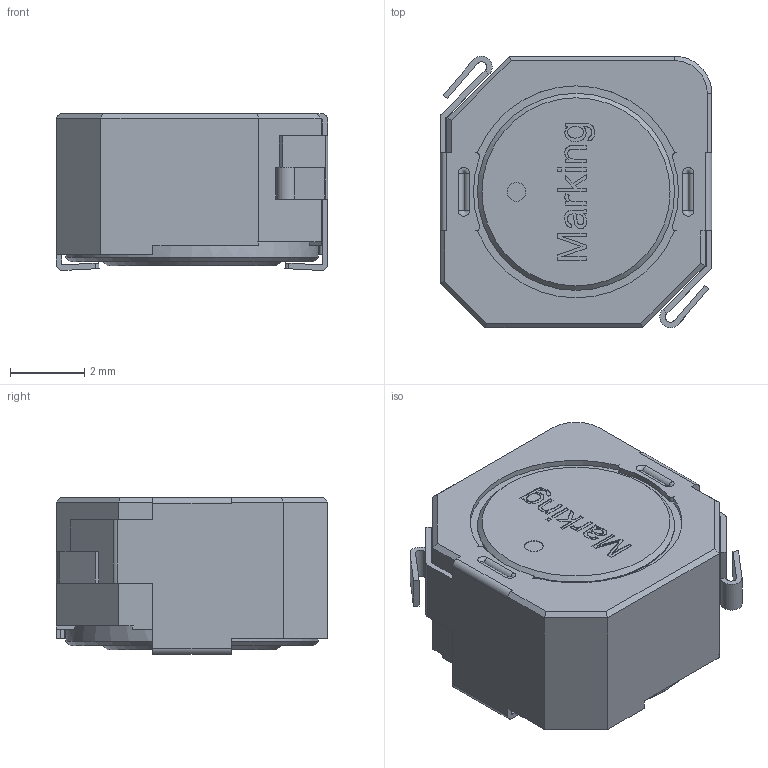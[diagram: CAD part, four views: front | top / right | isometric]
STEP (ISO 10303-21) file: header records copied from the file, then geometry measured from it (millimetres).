
FILE_DESCRIPTION(/* description */ ('Unknown'),/* implementation_level */ '2;1');
FILE_NAME(/* name */ 'L_Wurth_WE-PD_7345P',/* time_stamp */ '2022-04-18T16:35:07+08:00',/* author */ ('Unknown'),/* organization */ ('Unknown'),/* preprocessor_version */ 'ST-DEVELOPER v16.7',/* originating_system */ 'Solid Edge',/* authorisation */ 'Unknown');
FILE_SCHEMA (('AUTOMOTIVE_DESIGN {1 0 10303 214 3 1 1}'));
Length unit declared in the file: millimetre
Products named in the file (2): L_Wurth_WE-PD_7345P
Assembly tree (1 placements, depth 2):
  L_Wurth_WE-PD_7345P
    L_Wurth_WE-PD_7345P
Bounding box: 7.3 x 7.3 x 4.22 mm (x, y, z)
Volume: 146.8 mm3; surface area: 390.8 mm2
Topology: 1 solids, 2 shells, 238 faces, 628 edges, 404 vertices
Faces by surface type: plane 152, cylinder 51, bspline 15, cone 12, torus 8
Full cylindrical faces by diameter (mm): 0.5 x1, 3.2 x1, 5.3 x1, 5.7 x1, 6.8 x1
Entity records: 9270 total; most frequent: CARTESIAN_POINT 1690, ORIENTED_EDGE 1232, DIRECTION 1181, EDGE_CURVE 616, LINE 439, VECTOR 439, VERTEX_POINT 401, AXIS2_PLACEMENT_3D 371
